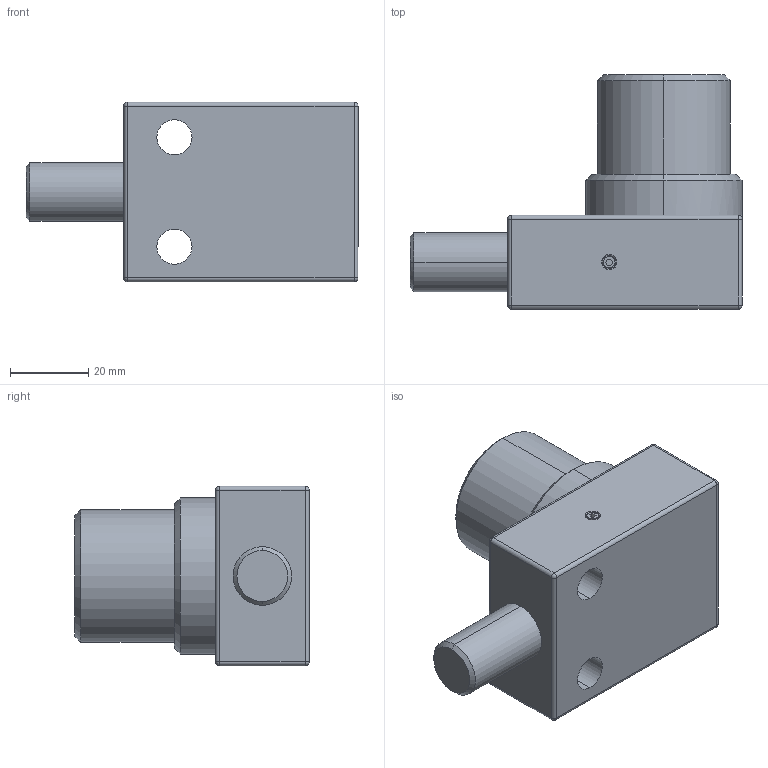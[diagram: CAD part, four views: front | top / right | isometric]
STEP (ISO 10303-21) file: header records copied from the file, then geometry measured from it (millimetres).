
FILE_DESCRIPTION (( 'STEP AP214' ), '1' );
FILE_NAME ('KC-1503.STEP', '2022-01-07T06:55:08', ( '' ), ( '' ), 'SwSTEP 2.0', 'SolidWorks 2020', '' );
FILE_SCHEMA (( 'AUTOMOTIVE_DESIGN' ));
Length unit declared in the file: millimetre
Products named in the file (1): KC-1503
Bounding box: 85 x 60 x 46 mm (x, y, z)
Volume: 100339.5 mm3; surface area: 18261.3 mm2
Topology: 2 solids, 2 shells, 104 faces, 246 edges, 145 vertices
Faces by surface type: cylinder 48, plane 36, cone 8, sphere 8, torus 2, bspline 2
Entity records: 3026 total; most frequent: CARTESIAN_POINT 558, DIRECTION 551, ORIENTED_EDGE 472, EDGE_CURVE 236, AXIS2_PLACEMENT_3D 214, VERTEX_POINT 145, LINE 123, VECTOR 123
